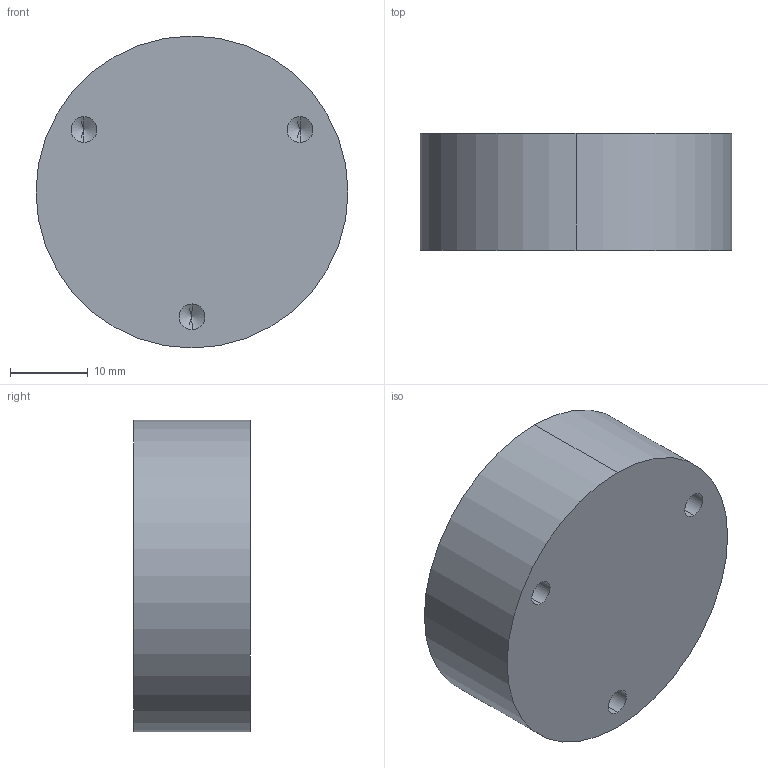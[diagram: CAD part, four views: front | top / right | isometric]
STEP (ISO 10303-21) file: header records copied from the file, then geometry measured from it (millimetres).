
FILE_DESCRIPTION (( 'STEP AP214' ), '1' );
FILE_NAME ('ASM_120_P_04_Logement_Bille.STEP', '2020-06-04T10:23:09', ( '' ), ( '' ), 'SwSTEP 2.0', 'SolidWorks 2018', '' );
FILE_SCHEMA (( 'AUTOMOTIVE_DESIGN' ));
Length unit declared in the file: millimetre
Products named in the file (1): ASM_120_P_04_Logement_Bille
Bounding box: 40 x 15 x 40 mm (x, y, z)
Volume: 14343.3 mm3; surface area: 4931.8 mm2
Topology: 1 solids, 1 shells, 19 faces, 42 edges, 23 vertices
Faces by surface type: cylinder 8, cone 8, plane 3
Entity records: 586 total; most frequent: DIRECTION 96, CARTESIAN_POINT 79, ORIENTED_EDGE 72, AXIS2_PLACEMENT_3D 40, EDGE_CURVE 36, EDGE_LOOP 23, VERTEX_POINT 23, CIRCLE 20
